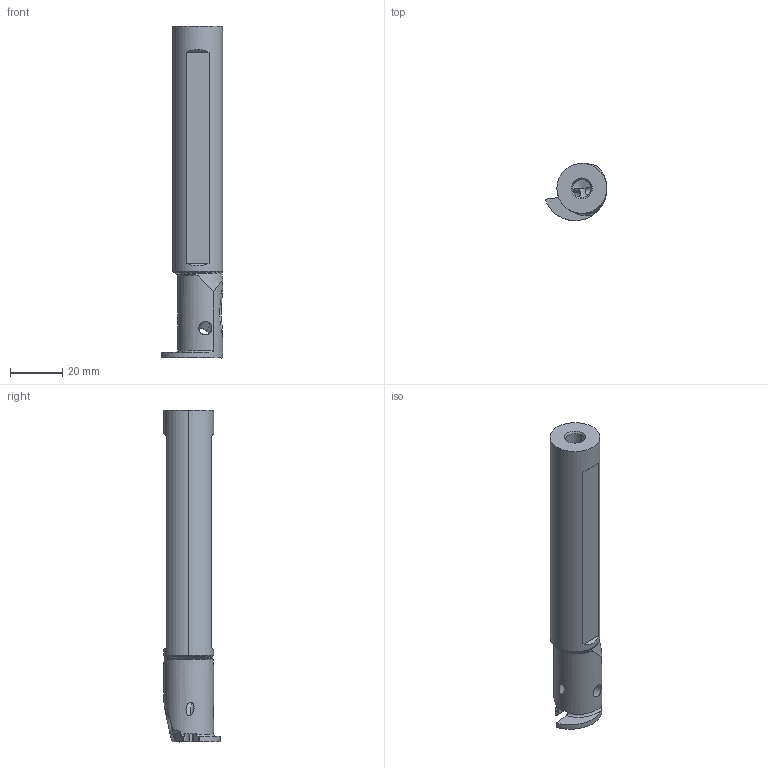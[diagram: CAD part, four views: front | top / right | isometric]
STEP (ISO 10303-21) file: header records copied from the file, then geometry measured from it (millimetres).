
FILE_DESCRIPTION(/* description */ (''),/* implementation_level */ '2;1');
FILE_NAME(/* name */ 'GYARUS12K90A-F06.stp',/* time_stamp */ '2017-01-13T13:00:25+09:00',/* author */ (''),/* organization */ (''),/* preprocessor_version */ 'ST-DEVELOPER v16',/* originating_system */ 'SIEMENS PLM Software NX 10.0',/* authorisation */ '');
FILE_SCHEMA (('AUTOMOTIVE_DESIGN { 1 0 10303 214 3 1 1 1 }'));
Length unit declared in the file: millimetre
Products named in the file (1): GYARUS12K90A-F06
Bounding box: 23.52 x 21.61 x 126.55 mm (x, y, z)
Volume: 28994.6 mm3; surface area: 10939.8 mm2
Topology: 1 solids, 1 shells, 72 faces, 204 edges, 134 vertices
Faces by surface type: plane 30, cylinder 22, cone 12, torus 4, extrusion 3, bspline 1
Entity records: 3477 total; most frequent: CARTESIAN_POINT 1602, ORIENTED_EDGE 404, DIRECTION 357, EDGE_CURVE 202, VERTEX_POINT 134, AXIS2_PLACEMENT_3D 132, VECTOR 93, LINE 90
